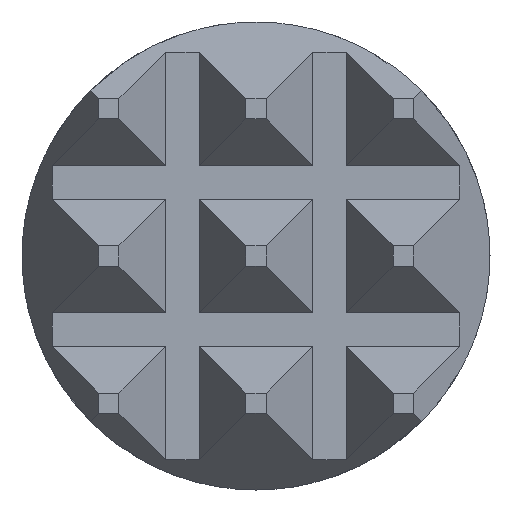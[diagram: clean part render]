
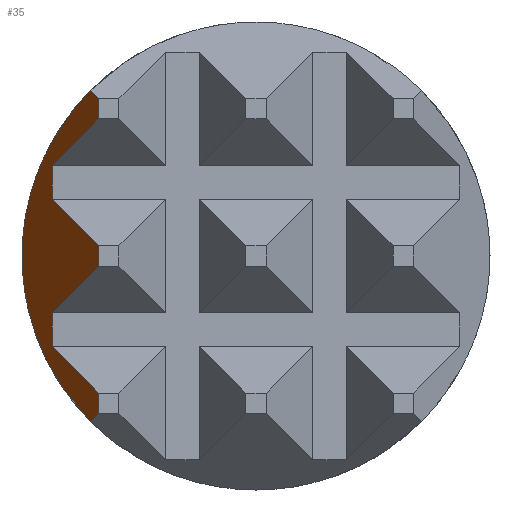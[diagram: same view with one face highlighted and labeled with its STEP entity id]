
A CAD part, left-side view. The second image highlights one B-rep face of the part: STEP entity #35.
In plain terms, the highlighted planar face has unit normal (-0.5, 0.866, 0).
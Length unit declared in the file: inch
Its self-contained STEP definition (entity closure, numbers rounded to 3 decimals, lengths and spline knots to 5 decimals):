
#35 = ADVANCED_FACE ( 'NONE', ( #1605 ), #239, .T. ) ;
#79 = CARTESIAN_POINT ( 'NONE',  ( -0.24143, 0.0294, -0.0294 ) ) ;
#80 = DIRECTION ( 'NONE',  ( 0.775, 0.447, 0.447 ) ) ;
#100 = CARTESIAN_POINT ( 'NONE',  ( -0.30309, -0.0062, -0.0282 ) ) ;
#105 = DIRECTION ( 'NONE',  ( -0.775, -0.447, 0.447 ) ) ;
#161 = CARTESIAN_POINT ( 'NONE',  ( -0.272, 0.01175, 0. ) ) ;
#175 = CARTESIAN_POINT ( 'NONE',  ( -0.272, 0.01175, 0.00075 ) ) ;
#178 = DIRECTION ( 'NONE',  ( -0.775, -0.447, 0.447 ) ) ;
#194 = CARTESIAN_POINT ( 'NONE',  ( -0.3069, -0.0084, -0.0194 ) ) ;
#196 = CARTESIAN_POINT ( 'NONE',  ( -0.23381, 0.0338, -0.0118 ) ) ;
#211 = DIRECTION ( 'NONE',  ( 0., 0., 1. ) ) ;
#224 = DIRECTION ( 'NONE',  ( 0., 0., 1. ) ) ;
#226 = DIRECTION ( 'NONE',  ( -0.775, -0.447, 0.447 ) ) ;
#228 = CARTESIAN_POINT ( 'NONE',  ( -0.272, 0.01175, 0.01025 ) ) ;
#237 = CARTESIAN_POINT ( 'NONE',  ( -0.272, 0.01175, 0. ) ) ;
#239 = PLANE ( 'NONE',  #1093 ) ;
#242 = CARTESIAN_POINT ( 'NONE',  ( -0.272, 0.01175, 0.01175 ) ) ;
#255 = CARTESIAN_POINT ( 'NONE',  ( -0.27092, 0.01237, -0.01237 ) ) ;
#260 = DIRECTION ( 'NONE',  ( 0., 0., -1. ) ) ;
#266 = CARTESIAN_POINT ( 'NONE',  ( -0.25836, 0.01962, 0.00513 ) ) ;
#267 = CARTESIAN_POINT ( 'NONE',  ( -0.27092, 0.01237, 0.01237 ) ) ;
#279 = CARTESIAN_POINT ( 'NONE',  ( -0.26594, 0.01525, -0.1 ) ) ;
#299 = DIRECTION ( 'NONE',  ( -0.866, -0.5, 0. ) ) ;
#303 = CARTESIAN_POINT ( 'NONE',  ( -0.26594, 0.01525, -0.1 ) ) ;
#323 = DIRECTION ( 'NONE',  ( 0.775, 0.447, 0.447 ) ) ;
#328 = CARTESIAN_POINT ( 'NONE',  ( -0.25836, 0.01962, -0.00513 ) ) ;
#362 = CARTESIAN_POINT ( 'NONE',  ( -0.272, 0.01175, -0.00075 ) ) ;
#367 = CARTESIAN_POINT ( 'NONE',  ( -0.26594, 0.01525, -0.00425 ) ) ;
#378 = CARTESIAN_POINT ( 'NONE',  ( -0.272, 0.01175, 0. ) ) ;
#394 = DIRECTION ( 'NONE',  ( 0., 0., -1. ) ) ;
#426 = CARTESIAN_POINT ( 'NONE',  ( -0.26594, 0.01525, 0.00675 ) ) ;
#460 = CARTESIAN_POINT ( 'NONE',  ( -0.26594, 0.01525, -0.00675 ) ) ;
#472 = CARTESIAN_POINT ( 'NONE',  ( -0.27092, 0.01237, 0.01237 ) ) ;
#477 = CARTESIAN_POINT ( 'NONE',  ( -0.272, 0.01175, -0.01175 ) ) ;
#502 = VERTEX_POINT ( 'NONE', #554 ) ;
#531 = DIRECTION ( 'NONE',  ( -0.5, 0.866, 0. ) ) ;
#554 = CARTESIAN_POINT ( 'NONE',  ( -0.26594, 0.01525, 0.00425 ) ) ;
#623 = VERTEX_POINT ( 'NONE', #362 ) ;
#684 = CARTESIAN_POINT ( 'NONE',  ( -0.27092, 0.01237, -0.01237 ) ) ;
#687 = VERTEX_POINT ( 'NONE', #477 ) ;
#690 = VERTEX_POINT ( 'NONE', #242 ) ;
#703 = VERTEX_POINT ( 'NONE', #175 ) ;
#707 = CARTESIAN_POINT ( 'NONE',  ( -0.272, 0.01175, -0.01025 ) ) ;
#732 = CARTESIAN_POINT ( 'NONE',  ( -0.272, 0.01175, 0.1 ) ) ;
#769 = CARTESIAN_POINT ( 'NONE',  ( -0.23762, 0.0316, -0.0206 ) ) ;
#770 = VERTEX_POINT ( 'NONE', #426 ) ;
#772 = DIRECTION ( 'NONE',  ( 0., 0., -1. ) ) ;
#780 = VERTEX_POINT ( 'NONE', #684 ) ;
#789 = VERTEX_POINT ( 'NONE', #460 ) ;
#817 = VERTEX_POINT ( 'NONE', #472 ) ;
#836 = DIRECTION ( 'NONE',  ( 0.775, 0.447, 0.447 ) ) ;
#837 = CARTESIAN_POINT ( 'NONE',  ( -0.31071, -0.0106, -0.0106 ) ) ;
#865 = VERTEX_POINT ( 'NONE', #367 ) ;
#871 = VERTEX_POINT ( 'NONE', #228 ) ;
#876 = VERTEX_POINT ( 'NONE', #707 ) ;
#900 = EDGE_CURVE ( 'NONE', #690, #871, #1550, .T. ) ;
#903 = EDGE_CURVE ( 'NONE', #865, #623, #1536, .T. ) ;
#929 = EDGE_CURVE ( 'NONE', #703, #623, #1257, .T. ) ;
#941 = EDGE_CURVE ( 'NONE', #780, #817, #1139, .T. ) ;
#947 = EDGE_CURVE ( 'NONE', #789, #865, #1379, .T. ) ;
#960 = EDGE_CURVE ( 'NONE', #502, #770, #1355, .T. ) ;
#975 = EDGE_CURVE ( 'NONE', #876, #789, #1406, .T. ) ;
#976 = EDGE_CURVE ( 'NONE', #780, #687, #1334, .T. ) ;
#987 = EDGE_CURVE ( 'NONE', #703, #502, #1417, .T. ) ;
#1001 = EDGE_CURVE ( 'NONE', #690, #817, #1761, .T. ) ;
#1002 = EDGE_CURVE ( 'NONE', #770, #871, #1744, .T. ) ;
#1017 = EDGE_CURVE ( 'NONE', #876, #687, #1719, .T. ) ;
#1093 = AXIS2_PLACEMENT_3D ( 'NONE', #732, #531, #299 ) ;
#1139 =( BOUNDED_CURVE ( )  B_SPLINE_CURVE ( 3, ( #255, #328, #266, #267 ),
 .UNSPECIFIED., .F., .F. ) 
 B_SPLINE_CURVE_WITH_KNOTS ( ( 4, 4 ),
 ( 5.49779, 7.06858 ),
 .UNSPECIFIED. ) 
 CURVE ( )  GEOMETRIC_REPRESENTATION_ITEM ( )  RATIONAL_B_SPLINE_CURVE ( ( 1., 0.805, 0.805, 1. ) ) 
 REPRESENTATION_ITEM ( '' )  );
#1178 = ORIENTED_EDGE ( 'NONE', *, *, #975, .T. ) ;
#1180 = ORIENTED_EDGE ( 'NONE', *, *, #947, .T. ) ;
#1182 = ORIENTED_EDGE ( 'NONE', *, *, #960, .T. ) ;
#1184 = ORIENTED_EDGE ( 'NONE', *, *, #987, .T. ) ;
#1186 = ORIENTED_EDGE ( 'NONE', *, *, #929, .F. ) ;
#1192 = ORIENTED_EDGE ( 'NONE', *, *, #941, .F. ) ;
#1194 = ORIENTED_EDGE ( 'NONE', *, *, #903, .T. ) ;
#1195 = ORIENTED_EDGE ( 'NONE', *, *, #1017, .F. ) ;
#1196 = ORIENTED_EDGE ( 'NONE', *, *, #976, .T. ) ;
#1197 = ORIENTED_EDGE ( 'NONE', *, *, #1001, .T. ) ;
#1215 = ORIENTED_EDGE ( 'NONE', *, *, #1002, .T. ) ;
#1218 = ORIENTED_EDGE ( 'NONE', *, *, #900, .F. ) ;
#1257 = LINE ( 'NONE', #237, #1599 ) ;
#1330 = VECTOR ( 'NONE', #105, 39.37008 ) ;
#1332 = VECTOR ( 'NONE', #80, 39.37008 ) ;
#1334 = LINE ( 'NONE', #79, #1330 ) ;
#1352 = VECTOR ( 'NONE', #224, 39.37008 ) ;
#1355 = LINE ( 'NONE', #279, #1352 ) ;
#1372 = VECTOR ( 'NONE', #211, 39.37008 ) ;
#1379 = LINE ( 'NONE', #303, #1372 ) ;
#1391 = VECTOR ( 'NONE', #323, 39.37008 ) ;
#1406 = LINE ( 'NONE', #100, #1332 ) ;
#1417 = LINE ( 'NONE', #194, #1391 ) ;
#1441 = EDGE_LOOP ( 'NONE', ( #1186, #1184, #1182, #1215, #1218, #1197, #1192, #1196, #1195, #1178, #1180, #1194 ) ) ;
#1531 = VECTOR ( 'NONE', #178, 39.37008 ) ;
#1536 = LINE ( 'NONE', #769, #1531 ) ;
#1537 = VECTOR ( 'NONE', #772, 39.37008 ) ;
#1550 = LINE ( 'NONE', #378, #1537 ) ;
#1599 = VECTOR ( 'NONE', #260, 39.37008 ) ;
#1605 = FACE_OUTER_BOUND ( 'NONE', #1441, .T. ) ;
#1719 = LINE ( 'NONE', #161, #1778 ) ;
#1744 = LINE ( 'NONE', #196, #1747 ) ;
#1745 = VECTOR ( 'NONE', #836, 39.37008 ) ;
#1747 = VECTOR ( 'NONE', #226, 39.37008 ) ;
#1761 = LINE ( 'NONE', #837, #1745 ) ;
#1778 = VECTOR ( 'NONE', #394, 39.37008 ) ;
